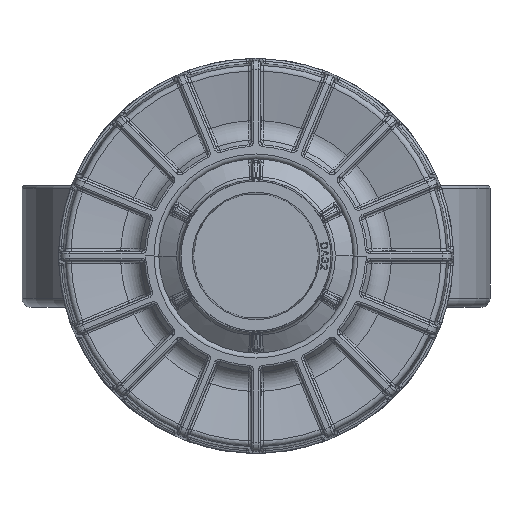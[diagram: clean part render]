
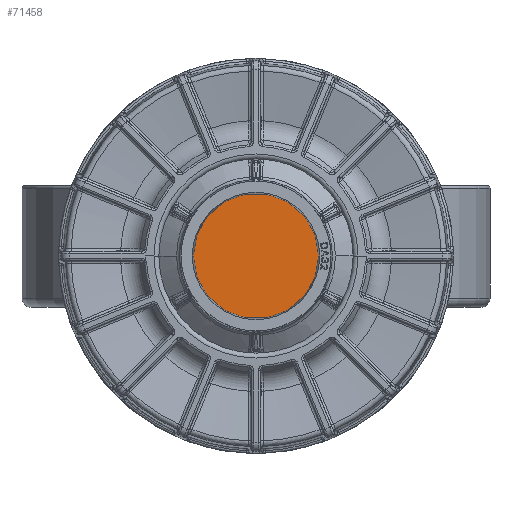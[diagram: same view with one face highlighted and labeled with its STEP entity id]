
A CAD part, front view. The second image highlights one B-rep face of the part: STEP entity #71458.
In plain terms, the highlighted planar face has unit normal (0, -1, 0).
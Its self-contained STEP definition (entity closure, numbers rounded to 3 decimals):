
#19945=CARTESIAN_POINT('',(0.,-32.001,0.));
#19946=DIRECTION('',(0.,1.,0.));
#19947=DIRECTION('',(1.,0.,0.));
#19948=AXIS2_PLACEMENT_3D('',#19945,#19946,#19947);
#19950=CARTESIAN_POINT('',(0.,-32.001,0.));
#19951=DIRECTION('',(0.,1.,0.));
#19952=DIRECTION('',(-1.,0.,0.));
#19953=AXIS2_PLACEMENT_3D('',#19950,#19951,#19952);
#22914=CARTESIAN_POINT('',(-13.382,-32.001,0.));
#22915=VERTEX_POINT('',#22914);
#22916=CARTESIAN_POINT('',(13.382,-32.001,0.));
#22917=VERTEX_POINT('',#22916);
#71449=CARTESIAN_POINT('',(0.,-32.001,0.));
#71450=DIRECTION('',(0.,1.,0.));
#71451=DIRECTION('',(-1.,0.,0.));
#71452=AXIS2_PLACEMENT_3D('',#71449,#71450,#71451);
#71453=PLANE('',#71452);
#71454=ORIENTED_EDGE('',*,*,#71436,.T.);
#71455=ORIENTED_EDGE('',*,*,#71415,.T.);
#71456=EDGE_LOOP('',(#71454,#71455));
#71457=FACE_OUTER_BOUND('',#71456,.F.);
#19949=CIRCLE('',#19948,13.382);
#19954=CIRCLE('',#19953,13.382);
#71415=EDGE_CURVE('',#22915,#22917,#19954,.T.);
#71436=EDGE_CURVE('',#22917,#22915,#19949,.T.);
#71458=ADVANCED_FACE('',(#71457),#71453,.F.);
